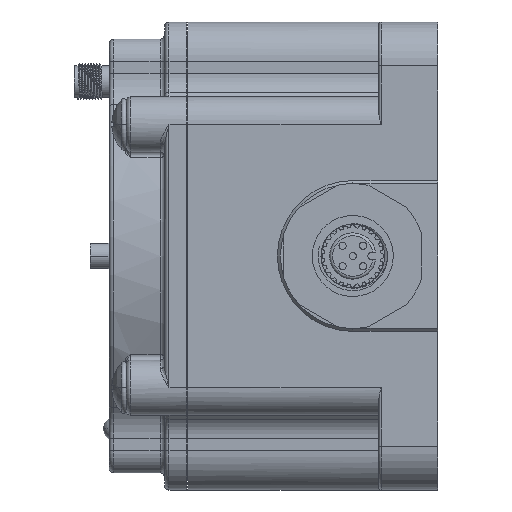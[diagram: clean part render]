
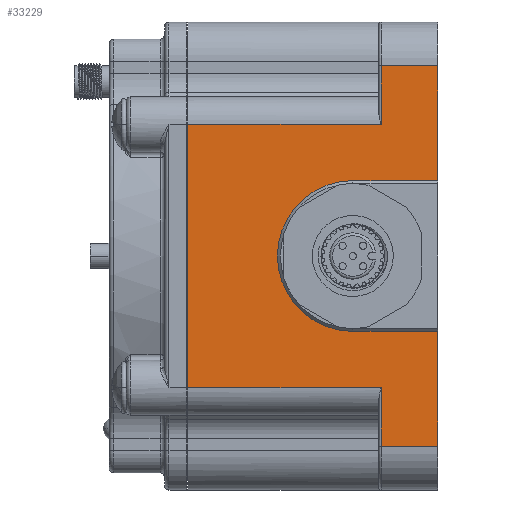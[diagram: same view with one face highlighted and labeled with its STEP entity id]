
A CAD part, left-side view. The second image highlights one B-rep face of the part: STEP entity #33229.
In plain terms, the highlighted planar face has unit normal (-1, 0, 0).
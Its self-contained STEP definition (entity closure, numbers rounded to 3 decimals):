
#387=DIRECTION('',(0.,0.,1.));
#388=VECTOR('',#387,45.47);
#389=CARTESIAN_POINT('',(-40.07,43.18,-22.735));
#390=LINE('',#389,#388);
#668=DIRECTION('',(0.,-1.,0.));
#669=VECTOR('',#668,33.42);
#670=CARTESIAN_POINT('',(-40.07,43.18,-22.735));
#671=LINE('',#670,#669);
#681=DIRECTION('',(0.,0.,1.));
#682=VECTOR('',#681,10.119);
#683=CARTESIAN_POINT('',(-40.07,9.76,22.735));
#684=LINE('',#683,#682);
#685=DIRECTION('',(0.,0.,-1.));
#686=VECTOR('',#685,19.834);
#687=CARTESIAN_POINT('',(-40.07,0.,32.854));
#688=LINE('',#687,#686);
#689=DIRECTION('',(0.,1.,0.));
#690=VECTOR('',#689,14.67);
#691=CARTESIAN_POINT('',(-40.07,0.,13.02));
#692=LINE('',#691,#690);
#693=CARTESIAN_POINT('',(-40.07,14.67,0.));
#694=DIRECTION('',(-1.,0.,0.));
#695=DIRECTION('',(0.,0.,1.));
#696=AXIS2_PLACEMENT_3D('',#693,#694,#695);
#698=DIRECTION('',(0.,1.,0.));
#699=VECTOR('',#698,14.67);
#700=CARTESIAN_POINT('',(-40.07,0.,-13.02));
#701=LINE('',#700,#699);
#702=DIRECTION('',(0.,0.,-1.));
#703=VECTOR('',#702,19.834);
#704=CARTESIAN_POINT('',(-40.07,0.,-13.02));
#705=LINE('',#704,#703);
#706=DIRECTION('',(0.,1.,0.));
#707=VECTOR('',#706,9.76);
#708=CARTESIAN_POINT('',(-40.07,0.,-32.854));
#709=LINE('',#708,#707);
#710=DIRECTION('',(0.,0.,1.));
#711=VECTOR('',#710,10.119);
#712=CARTESIAN_POINT('',(-40.07,9.76,-32.854));
#713=LINE('',#712,#711);
#818=DIRECTION('',(0.,1.,0.));
#819=VECTOR('',#818,33.42);
#820=CARTESIAN_POINT('',(-40.07,9.76,22.735));
#821=LINE('',#820,#819);
#832=DIRECTION('',(0.,1.,0.));
#833=VECTOR('',#832,9.76);
#834=CARTESIAN_POINT('',(-40.07,0.,32.854));
#835=LINE('',#834,#833);
#28590=CARTESIAN_POINT('',(-40.07,0.,32.854));
#28592=VERTEX_POINT('',#28590);
#28603=CARTESIAN_POINT('',(-40.07,0.,-32.854));
#28605=VERTEX_POINT('',#28603);
#28699=CARTESIAN_POINT('',(-40.07,43.18,-22.735));
#28701=VERTEX_POINT('',#28699);
#28702=CARTESIAN_POINT('',(-40.07,43.18,22.735));
#28703=VERTEX_POINT('',#28702);
#28734=CARTESIAN_POINT('',(-40.07,0.,-13.02));
#28735=CARTESIAN_POINT('',(-40.07,14.67,-13.02));
#28736=VERTEX_POINT('',#28734);
#28737=VERTEX_POINT('',#28735);
#28738=CARTESIAN_POINT('',(-40.07,0.,13.02));
#28739=CARTESIAN_POINT('',(-40.07,14.67,13.02));
#28740=VERTEX_POINT('',#28738);
#28741=VERTEX_POINT('',#28739);
#29305=CARTESIAN_POINT('',(-40.07,9.76,32.854));
#29306=VERTEX_POINT('',#29305);
#29309=CARTESIAN_POINT('',(-40.07,9.76,22.735));
#29310=VERTEX_POINT('',#29309);
#29315=CARTESIAN_POINT('',(-40.07,9.76,-32.854));
#29316=CARTESIAN_POINT('',(-40.07,9.76,-22.735));
#29317=VERTEX_POINT('',#29315);
#29318=VERTEX_POINT('',#29316);
#33203=CARTESIAN_POINT('',(-40.07,0.,-32.854));
#33204=DIRECTION('',(-1.,0.,0.));
#33205=DIRECTION('',(0.,0.,1.));
#33206=AXIS2_PLACEMENT_3D('',#33203,#33204,#33205);
#33207=PLANE('',#33206);
#33209=ORIENTED_EDGE('',*,*,#33208,.T.);
#33211=ORIENTED_EDGE('',*,*,#33210,.F.);
#33212=ORIENTED_EDGE('',*,*,#32666,.T.);
#33214=ORIENTED_EDGE('',*,*,#33213,.T.);
#33216=ORIENTED_EDGE('',*,*,#33215,.T.);
#33218=ORIENTED_EDGE('',*,*,#33217,.F.);
#33219=ORIENTED_EDGE('',*,*,#32654,.T.);
#33221=ORIENTED_EDGE('',*,*,#33220,.T.);
#33222=ORIENTED_EDGE('',*,*,#33181,.T.);
#33223=ORIENTED_EDGE('',*,*,#33193,.F.);
#33224=ORIENTED_EDGE('',*,*,#32962,.T.);
#33226=ORIENTED_EDGE('',*,*,#33225,.F.);
#33227=EDGE_LOOP('',(#33209,#33211,#33212,#33214,#33216,#33218,#33219,#33221,
#33222,#33223,#33224,#33226));
#33228=FACE_OUTER_BOUND('',#33227,.F.);
#33229=ADVANCED_FACE('',(#33228),#33207,.T.);
#697=CIRCLE('',#696,13.02);
#32654=EDGE_CURVE('',#28736,#28605,#705,.T.);
#32666=EDGE_CURVE('',#28592,#28740,#688,.T.);
#32962=EDGE_CURVE('',#28701,#28703,#390,.T.);
#33181=EDGE_CURVE('',#29317,#29318,#713,.T.);
#33193=EDGE_CURVE('',#28701,#29318,#671,.T.);
#33208=EDGE_CURVE('',#29310,#29306,#684,.T.);
#33210=EDGE_CURVE('',#28592,#29306,#835,.T.);
#33213=EDGE_CURVE('',#28740,#28741,#692,.T.);
#33215=EDGE_CURVE('',#28741,#28737,#697,.T.);
#33217=EDGE_CURVE('',#28736,#28737,#701,.T.);
#33220=EDGE_CURVE('',#28605,#29317,#709,.T.);
#33225=EDGE_CURVE('',#29310,#28703,#821,.T.);
